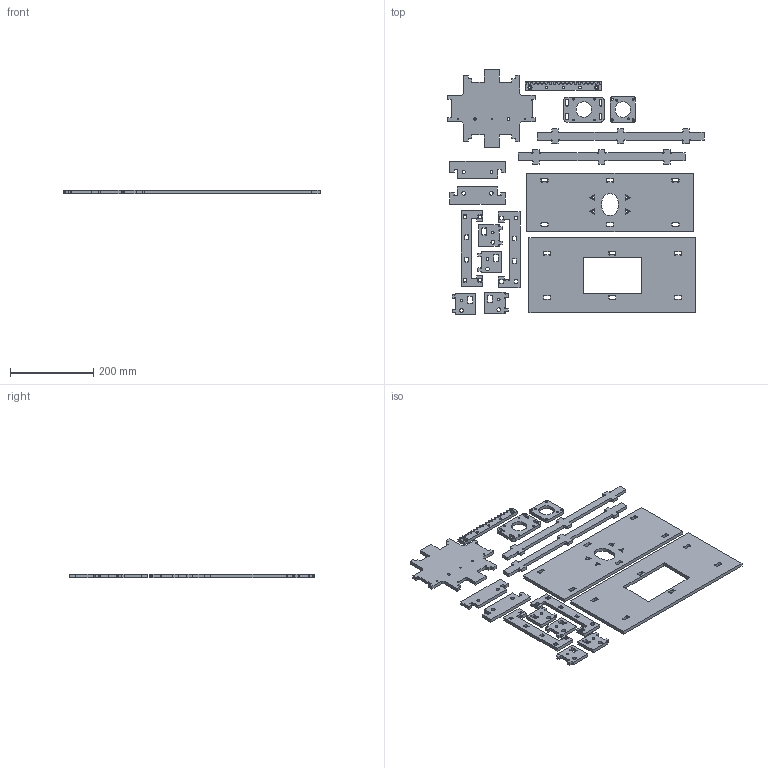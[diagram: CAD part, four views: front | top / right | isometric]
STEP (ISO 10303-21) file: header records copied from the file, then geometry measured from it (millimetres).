
FILE_DESCRIPTION(/* description */ (''),/* implementation_level */ '2;1');
FILE_NAME(/* name */ 'testa_axis_cut_sheet_fusion.step',/* time_stamp */ '2018-09-15T21:14:32+02:00',/* author */ ('jaknil'),/* organization */ (''),/* preprocessor_version */ 'ST-DEVELOPER v17.2',/* originating_system */ 'Autodesk Translation Framework v7.6.0.251',/* authorisation */ '');
FILE_SCHEMA (('AUTOMOTIVE_DESIGN { 1 0 10303 214 3 1 1 }'));
Length unit declared in the file: millimetre
Products named in the file (19): modded test axis; layout; plate; side; back; Component30; Component31; small; side(Mirror); small (1); small(Mirror); small (1)(Mirror); rail; rail_stand; base; rail_stand(Mirror); Motor_plate_y; Motor_spacer nema24; vachro rack v2
Assembly tree (18 placements, depth 4):
  modded test axis
    layout
      plate
      side
      back
        Component30
        Component31
      small
      side(Mirror)
      small (1)
      small(Mirror)
      small (1)(Mirror)
      rail
      rail_stand
      base
      rail_stand(Mirror)
      Motor_plate_y
      Motor_spacer nema24
      vachro rack v2
Bounding box: 614.08 x 586.86 x 8 mm (x, y, z)
Volume: 1547265.3 mm3; surface area: 482750.9 mm2
Topology: 16 solids, 16 shells, 768 faces, 2233 edges, 1501 vertices
Faces by surface type: plane 399, cylinder 315, bspline 54
Full cylindrical faces by diameter (mm): 3.1 x3, 4.2 x4, 4.5 x2, 5.1 x3, 5.2 x4, 5.5 x4, 6 x4, 6.1 x4, 7 x2, 9 x6, 10 x2, 37 x2
Entity records: 28497 total; most frequent: CARTESIAN_POINT 7182, ORIENTED_EDGE 4466, DIRECTION 4188, EDGE_CURVE 2233, VERTEX_POINT 1501, LINE 1422, VECTOR 1422, AXIS2_PLACEMENT_3D 1383
